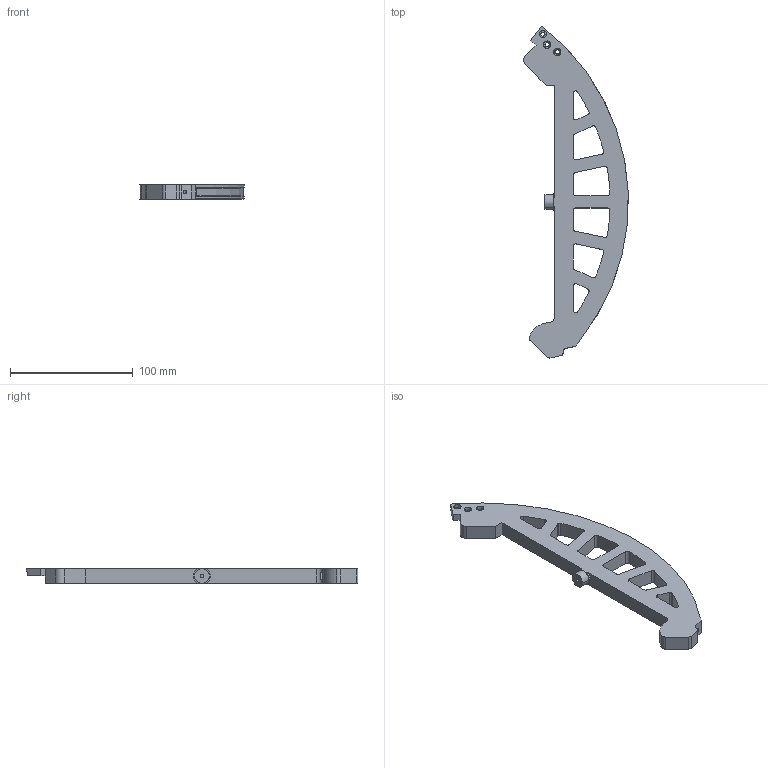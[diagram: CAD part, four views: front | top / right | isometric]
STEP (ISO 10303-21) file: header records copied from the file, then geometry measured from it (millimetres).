
FILE_DESCRIPTION (( 'STEP AP203' ), '1' );
FILE_NAME ('06c_splitring_part3_v4_200x200.step', '2021-01-10T11:55:47', ( '' ), ( '' ), 'SwSTEP 2.0', 'SolidWorks 2020', '' );
FILE_SCHEMA (( 'CONFIG_CONTROL_DESIGN' ));
Length unit declared in the file: millimetre
Products named in the file (1): 06c_splitring_part3_v4_200x200
Bounding box: 85.23 x 270.27 x 12 mm (x, y, z)
Volume: 108159.7 mm3; surface area: 35038.8 mm2
Topology: 1 solids, 1 shells, 141 faces, 380 edges, 251 vertices
Faces by surface type: cylinder 77, plane 57, cone 7
Entity records: 4648 total; most frequent: CARTESIAN_POINT 842, DIRECTION 815, ORIENTED_EDGE 760, EDGE_CURVE 380, AXIS2_PLACEMENT_3D 304, VERTEX_POINT 251, VECTOR 207, LINE 207
